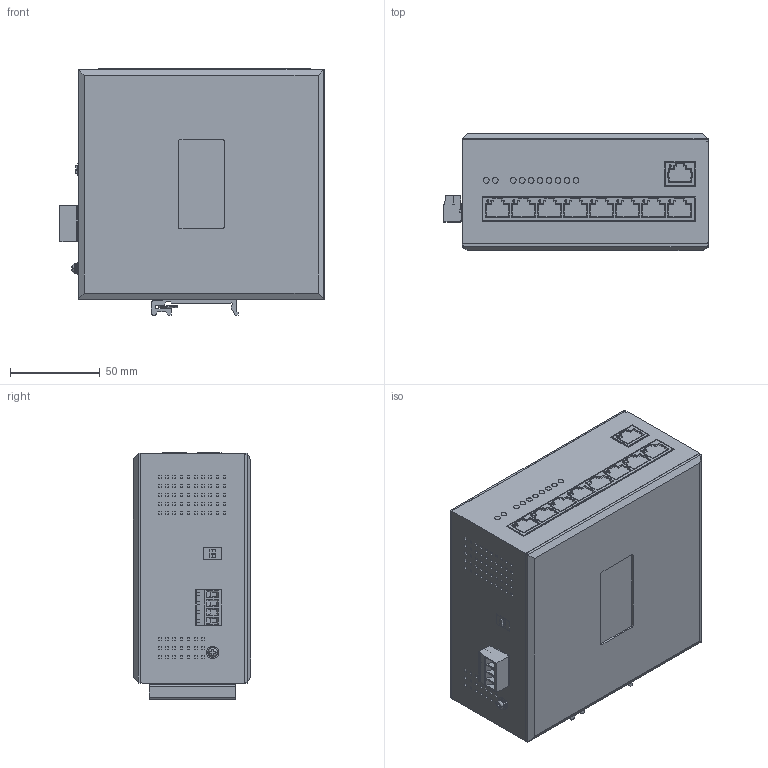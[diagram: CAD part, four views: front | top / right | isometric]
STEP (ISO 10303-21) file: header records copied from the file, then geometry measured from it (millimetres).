
FILE_DESCRIPTION((''),'2;1');
FILE_NAME('TL-SF1009P__OUTLOOK_ASM','2022-11-28T',('wenjing'),(''),'PRO/ENGINEER BY PARAMETRIC TECHNOLOGY CORPORATION, 2013230','PRO/ENGINEER BY PARAMETRIC TECHNOLOGY CORPORATION, 2013230','');
FILE_SCHEMA(('CONFIG_CONTROL_DESIGN'));
Products named in the file (29): MANIFOLD_SOLID_BREP_81930_1___2; MANIFOLD_SOLID_BREP_82869_1___1; MANIFOLD_SOLID_BREP_83182_1___1; MANIFOLD_SOLID_BREP_83495_1___1; MANIFOLD_SOLID_BREP_83808_1___1; MANIFOLD_SOLID_BREP_84121_1___1; MANIFOLD_SOLID_BREP_84434_1___1; MANIFOLD_SOLID_BREP_84747_1___1; MANIFOLD_SOLID_BREP_85060_1___1; MANIFOLD_SOLID_BREP_85999_1___1; MANIFOLD_SOLID_BREP_86312_1___1; MANIFOLD_SOLID_BREP_86625_1___1; TOP01_40_ASM_1___ASM_1_ASM; GAIBAN01_7_1___1; GAIBAN02_6_1___1; DAOGUIKAKOU_30_1___1; ZUHELUODING_7_1___1; BOMAKAIGUAN_8; DUANZI_1; ZHUTI_1X8_3_1_1; HOUGAI_1_1_2; ZHENZUO_1_1_2; SHIELD_8_4_1_1; RJ45_LED_8_ASM_2_ASM_ASM_1_ASM; ZHUTI_1_1; SHIELD_1_2; RJ45_LED_1_ASM_2_ASM; 1009P_OUTLOOK_ASM_3_ASM; TL-SF1009P__OUTLOOK_ASM
Assembly tree (42 placements, depth 4):
  TL-SF1009P__OUTLOOK_ASM
    1009P_OUTLOOK_ASM_3_ASM
      TOP01_40_ASM_1___ASM_1_ASM
        MANIFOLD_SOLID_BREP_81930_1___2
        MANIFOLD_SOLID_BREP_82869_1___1
        MANIFOLD_SOLID_BREP_83182_1___1
        MANIFOLD_SOLID_BREP_83495_1___1
        MANIFOLD_SOLID_BREP_83808_1___1
        MANIFOLD_SOLID_BREP_84121_1___1
        MANIFOLD_SOLID_BREP_84434_1___1
        MANIFOLD_SOLID_BREP_84747_1___1
        MANIFOLD_SOLID_BREP_85060_1___1
        MANIFOLD_SOLID_BREP_85999_1___1
        MANIFOLD_SOLID_BREP_86312_1___1
        MANIFOLD_SOLID_BREP_86625_1___1
      GAIBAN01_7_1___1
      GAIBAN02_6_1___1
      DAOGUIKAKOU_30_1___1
      ZUHELUODING_7_1___1
      BOMAKAIGUAN_8
      DUANZI_1
      RJ45_LED_8_ASM_2_ASM_ASM_1_ASM
        ZHUTI_1X8_3_1_1
        HOUGAI_1_1_2  x8
        ZHENZUO_1_1_2  x8
        SHIELD_8_4_1_1
      RJ45_LED_1_ASM_2_ASM
        ZHUTI_1_1
        SHIELD_1_2
Bounding box: 147.2 x 65.24 x 137.3 mm (x, y, z)
Volume: 1135393.4 mm3; surface area: 191418.7 mm2
Topology: 38 solids, 40 shells, 7415 faces, 19689 edges, 12546 vertices
Faces by surface type: plane 5419, cylinder 1729, bspline 114, sphere 68, cone 48, torus 37
Entity records: 149828 total; most frequent: CARTESIAN_POINT 30103, ORIENTED_EDGE 24770, DIRECTION 24210, EDGE_CURVE 12385, VECTOR 9704, LINE 9704, VERTEX_POINT 7821, AXIS2_PLACEMENT_3D 7253
